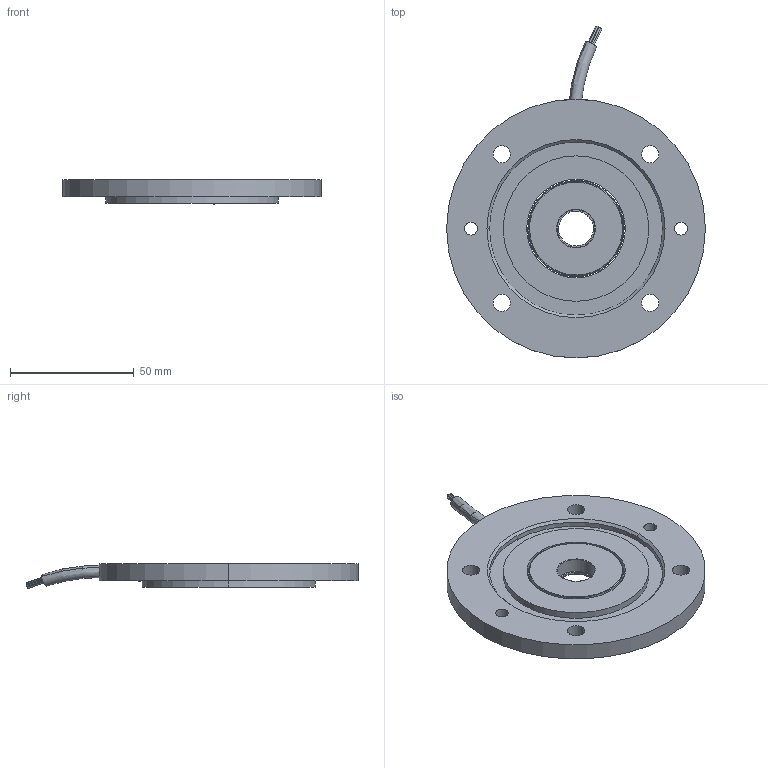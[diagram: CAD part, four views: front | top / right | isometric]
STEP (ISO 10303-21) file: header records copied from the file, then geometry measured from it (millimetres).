
FILE_DESCRIPTION (( 'STEP AP214' ), '1' );
FILE_NAME ('FNCMOB105.STEP', '2022-09-05T13:36:15', ( '' ), ( '' ), 'SwSTEP 2.0', 'SolidWorks 2021', '' );
FILE_SCHEMA (( 'AUTOMOTIVE_DESIGN' ));
Length unit declared in the file: millimetre
Products named in the file (1): FNCMOB105
Bounding box: 104.75 x 134.4 x 10.03 mm (x, y, z)
Volume: 54992.4 mm3; surface area: 24531.6 mm2
Topology: 2 solids, 2 shells, 97 faces, 216 edges, 140 vertices
Faces by surface type: cylinder 52, plane 26, torus 17, cone 2
Entity records: 3100 total; most frequent: CARTESIAN_POINT 813, DIRECTION 504, ORIENTED_EDGE 432, AXIS2_PLACEMENT_3D 223, EDGE_CURVE 216, VERTEX_POINT 140, EDGE_LOOP 130, CIRCLE 125
